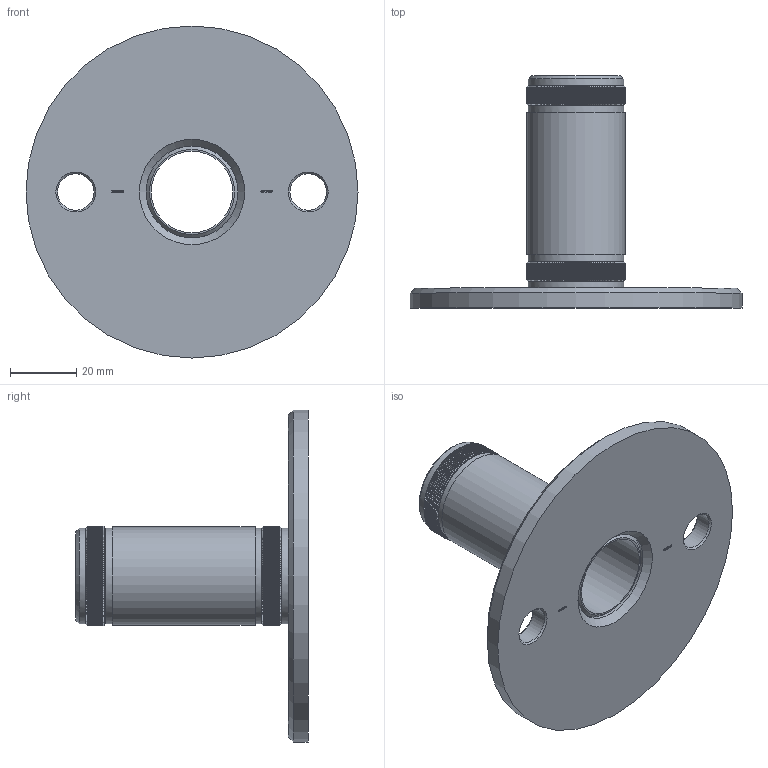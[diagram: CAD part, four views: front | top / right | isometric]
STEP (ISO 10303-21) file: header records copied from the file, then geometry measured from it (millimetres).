
FILE_DESCRIPTION (( 'STEP AP203' ), '1' );
FILE_NAME ('50010-240.step', '2019-10-17T06:30:04', ( '' ), ( '' ), 'SwSTEP 2.0', 'SolidWorks 2015', '' );
FILE_SCHEMA (( 'CONFIG_CONTROL_DESIGN' ));
Length unit declared in the file: millimetre
Products named in the file (5): 500XX-240 Konfig_50010-240 Teil1; 500XX-240 Teil2 Konfig; 500XX-240 Teil2 Konfig_50010-240 Teil2 ; 500XX-240 Konfig; 50010-240
Assembly tree (2 placements, depth 2):
  500XX-240 Teil2 Konfig
  500XX-240 Konfig
  50010-240
    500XX-240 Konfig_50010-240 Teil1
    500XX-240 Teil2 Konfig_50010-240 Teil2 
Bounding box: 100 x 70 x 100 mm (x, y, z)
Volume: 55381.2 mm3; surface area: 29906.7 mm2
Topology: 2 solids, 2 shells, 2638 faces, 7206 edges, 4600 vertices
Faces by surface type: plane 1321, cylinder 611, cone 608, bspline 98
Full cylindrical faces by diameter (mm): 11 x2, 24.6 x1, 27.6 x1, 27.7 x1, 28.7 x4, 29.6 x1, 100 x1
Entity records: 91454 total; most frequent: CARTESIAN_POINT 24753, ORIENTED_EDGE 14374, DIRECTION 13909, EDGE_CURVE 7187, AXIS2_PLACEMENT_3D 5572, VERTEX_POINT 4600, CIRCLE 3026, LINE 2765
